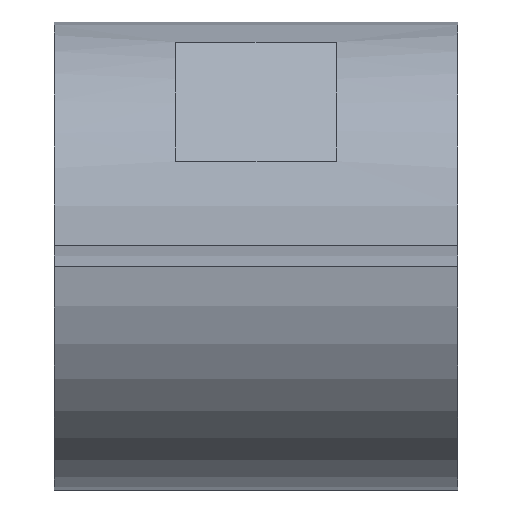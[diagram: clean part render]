
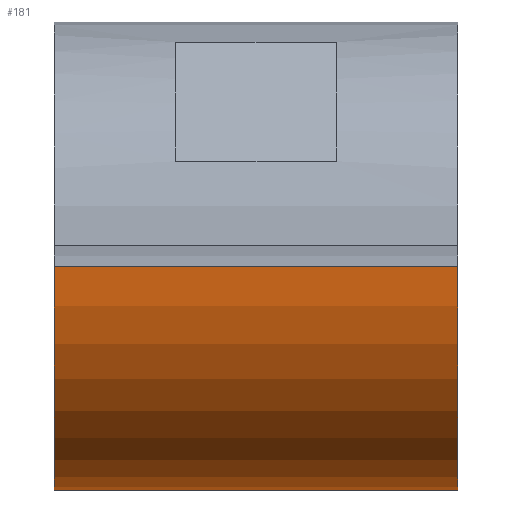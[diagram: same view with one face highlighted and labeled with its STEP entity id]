
A CAD part, left-side view. The second image highlights one B-rep face of the part: STEP entity #181.
In plain terms, the highlighted cylindrical face has radius 11.113 mm (diameter 22.225 mm), a partial arc.
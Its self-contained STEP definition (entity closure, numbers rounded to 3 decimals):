
#5 = EDGE_CURVE ( 'NONE', #168, #72, #635, .T. ) ;
#46 = VERTEX_POINT ( 'NONE', #78 ) ;
#56 = CARTESIAN_POINT ( 'NONE',  ( 0., -9.588, 0. ) ) ;
#72 = VERTEX_POINT ( 'NONE', #283 ) ;
#73 = DIRECTION ( 'NONE',  ( 0., 1., 0. ) ) ;
#77 = EDGE_CURVE ( 'NONE', #168, #118, #624, .T. ) ;
#78 = CARTESIAN_POINT ( 'NONE',  ( -11.101, 9.588, -0.508 ) ) ;
#103 = DIRECTION ( 'NONE',  ( 0., 0., 1. ) ) ;
#118 = VERTEX_POINT ( 'NONE', #385 ) ;
#128 = AXIS2_PLACEMENT_3D ( 'NONE', #586, #450, #599 ) ;
#131 = ORIENTED_EDGE ( 'NONE', *, *, #77, .F. ) ;
#168 = VERTEX_POINT ( 'NONE', #569 ) ;
#177 = CYLINDRICAL_SURFACE ( 'NONE', #128, 11.112 ) ;
#179 = FACE_OUTER_BOUND ( 'NONE', #197, .T. ) ;
#181 = ADVANCED_FACE ( 'NONE', ( #179 ), #177, .T. ) ;
#197 = EDGE_LOOP ( 'NONE', ( #131, #518, #543, #670 ) ) ;
#212 = CARTESIAN_POINT ( 'NONE',  ( 0., 9.588, 0. ) ) ;
#239 = DIRECTION ( 'NONE',  ( 0., 1., 0. ) ) ;
#270 = DIRECTION ( 'NONE',  ( 0., 1., 0. ) ) ;
#280 = CARTESIAN_POINT ( 'NONE',  ( 0., -9.588, -11.112 ) ) ;
#281 = DIRECTION ( 'NONE',  ( 0., 0., 1. ) ) ;
#283 = CARTESIAN_POINT ( 'NONE',  ( -11.101, -9.588, -0.508 ) ) ;
#292 = LINE ( 'NONE', #674, #491 ) ;
#385 = CARTESIAN_POINT ( 'NONE',  ( 0., 9.588, -11.112 ) ) ;
#437 = AXIS2_PLACEMENT_3D ( 'NONE', #56, #73, #103 ) ;
#450 = DIRECTION ( 'NONE',  ( 0., 1., 0. ) ) ;
#453 = DIRECTION ( 'NONE',  ( 0., 1., 0. ) ) ;
#491 = VECTOR ( 'NONE', #453, 1000. ) ;
#503 = EDGE_CURVE ( 'NONE', #118, #46, #532, .T. ) ;
#518 = ORIENTED_EDGE ( 'NONE', *, *, #5, .T. ) ;
#532 = CIRCLE ( 'NONE', #661, 11.112 ) ;
#543 = ORIENTED_EDGE ( 'NONE', *, *, #653, .T. ) ;
#569 = CARTESIAN_POINT ( 'NONE',  ( 0., -9.588, -11.112 ) ) ;
#586 = CARTESIAN_POINT ( 'NONE',  ( 0., -9.588, 0. ) ) ;
#599 = DIRECTION ( 'NONE',  ( 0., 0., 1. ) ) ;
#614 = VECTOR ( 'NONE', #239, 1000. ) ;
#624 = LINE ( 'NONE', #280, #614 ) ;
#635 = CIRCLE ( 'NONE', #437, 11.112 ) ;
#653 = EDGE_CURVE ( 'NONE', #72, #46, #292, .T. ) ;
#661 = AXIS2_PLACEMENT_3D ( 'NONE', #212, #270, #281 ) ;
#670 = ORIENTED_EDGE ( 'NONE', *, *, #503, .F. ) ;
#674 = CARTESIAN_POINT ( 'NONE',  ( -11.101, -9.588, -0.508 ) ) ;
